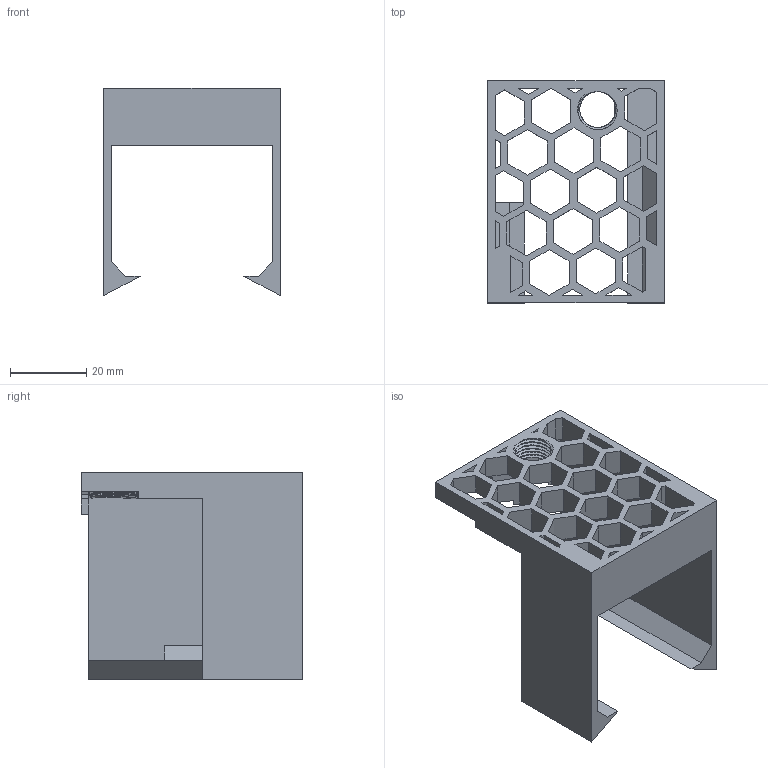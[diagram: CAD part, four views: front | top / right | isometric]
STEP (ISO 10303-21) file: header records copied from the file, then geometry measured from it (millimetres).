
FILE_DESCRIPTION(/* description */ (''),/* implementation_level */ '2;1');
FILE_NAME(/* name */ 'ender_3_direct_drive_conversion_adapter.step',/* time_stamp */ '2021-03-16T21:32:48-04:00',/* author */ (''),/* organization */ (''),/* preprocessor_version */ 'ST-DEVELOPER v18.1',/* originating_system */ 'Autodesk Translation Framework v9.10.0.1330',/* authorisation */ '');
FILE_SCHEMA (('AUTOMOTIVE_DESIGN { 1 0 10303 214 3 1 1 }'));
Length unit declared in the file: millimetre
Products named in the file (1): saved
Bounding box: 46.45 x 58.3 x 54.53 mm (x, y, z)
Volume: 18232.6 mm3; surface area: 18826.6 mm2
Topology: 1 solids, 1 shells, 175 faces, 566 edges, 375 vertices
Faces by surface type: plane 159, cylinder 14, bspline 2
Full cylindrical faces by diameter (mm): 9.435 x5, 10.547 x5
Entity records: 7935 total; most frequent: CARTESIAN_POINT 2893, ORIENTED_EDGE 1132, DIRECTION 884, EDGE_CURVE 566, LINE 528, VECTOR 528, VERTEX_POINT 375, EDGE_LOOP 213
